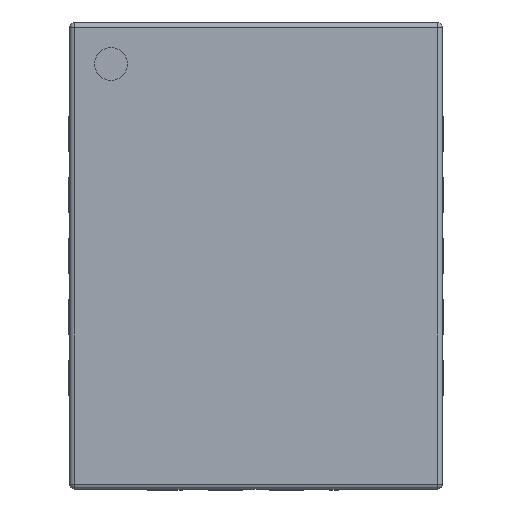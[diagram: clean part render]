
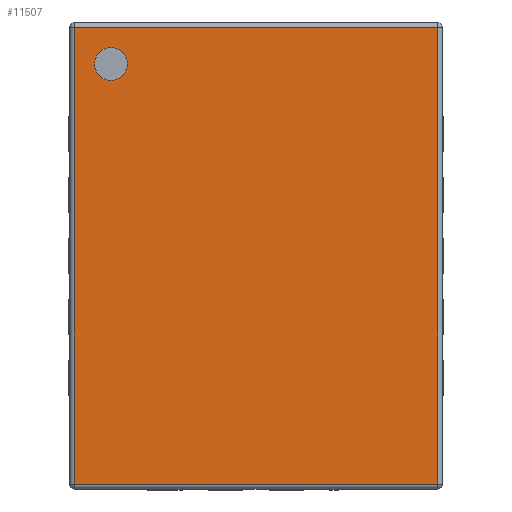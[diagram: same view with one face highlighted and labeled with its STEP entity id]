
A CAD part, top view. The second image highlights one B-rep face of the part: STEP entity #11507.
In plain terms, the highlighted planar face has unit normal (0, 0, 1).
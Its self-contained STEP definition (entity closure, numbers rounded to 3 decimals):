
#2872 = CYLINDRICAL_SURFACE('',#2873,0.05);
#2873 = AXIS2_PLACEMENT_3D('',#2874,#2875,#2876);
#2874 = CARTESIAN_POINT('',(-2.49,1.94,0.83));
#2875 = DIRECTION('',(1.,0.,0.));
#2876 = DIRECTION('',(0.,1.,0.));
#9713 = VERTEX_POINT('',#9714);
#9714 = CARTESIAN_POINT('',(-2.44,1.94,0.88));
#9736 = EDGE_CURVE('',#9713,#9737,#9739,.T.);
#9737 = VERTEX_POINT('',#9738);
#9738 = CARTESIAN_POINT('',(2.44,1.94,0.88));
#9739 = SURFACE_CURVE('',#9740,(#9744,#9751),.PCURVE_S1.);
#9740 = LINE('',#9741,#9742);
#9741 = CARTESIAN_POINT('',(-2.49,1.94,0.88));
#9742 = VECTOR('',#9743,1.);
#9743 = DIRECTION('',(1.,0.,0.));
#9744 = PCURVE('',#2872,#9745);
#9745 = DEFINITIONAL_REPRESENTATION('',(#9746),#9750);
#9746 = LINE('',#9747,#9748);
#9747 = CARTESIAN_POINT('',(1.571,0.));
#9748 = VECTOR('',#9749,1.);
#9749 = DIRECTION('',(0.,1.));
#9750 = ( GEOMETRIC_REPRESENTATION_CONTEXT(2) 
PARAMETRIC_REPRESENTATION_CONTEXT() REPRESENTATION_CONTEXT('2D SPACE',''
  ) );
#9751 = PCURVE('',#9752,#9757);
#9752 = PLANE('',#9753);
#9753 = AXIS2_PLACEMENT_3D('',#9754,#9755,#9756);
#9754 = CARTESIAN_POINT('',(-2.49,-1.99,0.88));
#9755 = DIRECTION('',(0.,0.,1.));
#9756 = DIRECTION('',(1.,0.,0.));
#9757 = DEFINITIONAL_REPRESENTATION('',(#9758),#9762);
#9758 = LINE('',#9759,#9760);
#9759 = CARTESIAN_POINT('',(0.,3.93));
#9760 = VECTOR('',#9761,1.);
#9761 = DIRECTION('',(1.,0.));
#9762 = ( GEOMETRIC_REPRESENTATION_CONTEXT(2) 
PARAMETRIC_REPRESENTATION_CONTEXT() REPRESENTATION_CONTEXT('2D SPACE',''
  ) );
#10105 = CYLINDRICAL_SURFACE('',#10106,0.05);
#10106 = AXIS2_PLACEMENT_3D('',#10107,#10108,#10109);
#10107 = CARTESIAN_POINT('',(-2.44,-1.94,0.83));
#10108 = DIRECTION('',(0.,1.,0.));
#10109 = DIRECTION('',(-1.,0.,0.));
#10246 = CYLINDRICAL_SURFACE('',#10247,0.05);
#10247 = AXIS2_PLACEMENT_3D('',#10248,#10249,#10250);
#10248 = CARTESIAN_POINT('',(-2.49,-1.94,0.83));
#10249 = DIRECTION('',(1.,0.,0.));
#10250 = DIRECTION('',(0.,-1.,0.));
#11120 = CYLINDRICAL_SURFACE('',#11121,0.05);
#11121 = AXIS2_PLACEMENT_3D('',#11122,#11123,#11124);
#11122 = CARTESIAN_POINT('',(2.44,-1.94,0.83));
#11123 = DIRECTION('',(0.,1.,0.));
#11124 = DIRECTION('',(0.,0.,1.));
#11507 = ADVANCED_FACE('',(#11508,#11578),#9752,.T.);
#11508 = FACE_BOUND('',#11509,.T.);
#11509 = EDGE_LOOP('',(#11510,#11535,#11556,#11557));
#11510 = ORIENTED_EDGE('',*,*,#11511,.T.);
#11511 = EDGE_CURVE('',#11512,#11514,#11516,.T.);
#11512 = VERTEX_POINT('',#11513);
#11513 = CARTESIAN_POINT('',(-2.44,-1.94,0.88));
#11514 = VERTEX_POINT('',#11515);
#11515 = CARTESIAN_POINT('',(2.44,-1.94,0.88));
#11516 = SURFACE_CURVE('',#11517,(#11521,#11528),.PCURVE_S1.);
#11517 = LINE('',#11518,#11519);
#11518 = CARTESIAN_POINT('',(-2.49,-1.94,0.88));
#11519 = VECTOR('',#11520,1.);
#11520 = DIRECTION('',(1.,0.,0.));
#11521 = PCURVE('',#9752,#11522);
#11522 = DEFINITIONAL_REPRESENTATION('',(#11523),#11527);
#11523 = LINE('',#11524,#11525);
#11524 = CARTESIAN_POINT('',(0.,0.05));
#11525 = VECTOR('',#11526,1.);
#11526 = DIRECTION('',(1.,0.));
#11527 = ( GEOMETRIC_REPRESENTATION_CONTEXT(2) 
PARAMETRIC_REPRESENTATION_CONTEXT() REPRESENTATION_CONTEXT('2D SPACE',''
  ) );
#11528 = PCURVE('',#10246,#11529);
#11529 = DEFINITIONAL_REPRESENTATION('',(#11530),#11534);
#11530 = LINE('',#11531,#11532);
#11531 = CARTESIAN_POINT('',(-1.571,0.));
#11532 = VECTOR('',#11533,1.);
#11533 = DIRECTION('',(-0.,1.));
#11534 = ( GEOMETRIC_REPRESENTATION_CONTEXT(2) 
PARAMETRIC_REPRESENTATION_CONTEXT() REPRESENTATION_CONTEXT('2D SPACE',''
  ) );
#11535 = ORIENTED_EDGE('',*,*,#11536,.T.);
#11536 = EDGE_CURVE('',#11514,#9737,#11537,.T.);
#11537 = SURFACE_CURVE('',#11538,(#11542,#11549),.PCURVE_S1.);
#11538 = LINE('',#11539,#11540);
#11539 = CARTESIAN_POINT('',(2.44,-1.94,0.88));
#11540 = VECTOR('',#11541,1.);
#11541 = DIRECTION('',(0.,1.,0.));
#11542 = PCURVE('',#9752,#11543);
#11543 = DEFINITIONAL_REPRESENTATION('',(#11544),#11548);
#11544 = LINE('',#11545,#11546);
#11545 = CARTESIAN_POINT('',(4.93,0.05));
#11546 = VECTOR('',#11547,1.);
#11547 = DIRECTION('',(0.,1.));
#11548 = ( GEOMETRIC_REPRESENTATION_CONTEXT(2) 
PARAMETRIC_REPRESENTATION_CONTEXT() REPRESENTATION_CONTEXT('2D SPACE',''
  ) );
#11549 = PCURVE('',#11120,#11550);
#11550 = DEFINITIONAL_REPRESENTATION('',(#11551),#11555);
#11551 = LINE('',#11552,#11553);
#11552 = CARTESIAN_POINT('',(0.,0.));
#11553 = VECTOR('',#11554,1.);
#11554 = DIRECTION('',(0.,1.));
#11555 = ( GEOMETRIC_REPRESENTATION_CONTEXT(2) 
PARAMETRIC_REPRESENTATION_CONTEXT() REPRESENTATION_CONTEXT('2D SPACE',''
  ) );
#11556 = ORIENTED_EDGE('',*,*,#9736,.F.);
#11557 = ORIENTED_EDGE('',*,*,#11558,.F.);
#11558 = EDGE_CURVE('',#11512,#9713,#11559,.T.);
#11559 = SURFACE_CURVE('',#11560,(#11564,#11571),.PCURVE_S1.);
#11560 = LINE('',#11561,#11562);
#11561 = CARTESIAN_POINT('',(-2.44,-1.94,0.88));
#11562 = VECTOR('',#11563,1.);
#11563 = DIRECTION('',(0.,1.,0.));
#11564 = PCURVE('',#9752,#11565);
#11565 = DEFINITIONAL_REPRESENTATION('',(#11566),#11570);
#11566 = LINE('',#11567,#11568);
#11567 = CARTESIAN_POINT('',(0.05,0.05));
#11568 = VECTOR('',#11569,1.);
#11569 = DIRECTION('',(0.,1.));
#11570 = ( GEOMETRIC_REPRESENTATION_CONTEXT(2) 
PARAMETRIC_REPRESENTATION_CONTEXT() REPRESENTATION_CONTEXT('2D SPACE',''
  ) );
#11571 = PCURVE('',#10105,#11572);
#11572 = DEFINITIONAL_REPRESENTATION('',(#11573),#11577);
#11573 = LINE('',#11574,#11575);
#11574 = CARTESIAN_POINT('',(1.571,0.));
#11575 = VECTOR('',#11576,1.);
#11576 = DIRECTION('',(0.,1.));
#11577 = ( GEOMETRIC_REPRESENTATION_CONTEXT(2) 
PARAMETRIC_REPRESENTATION_CONTEXT() REPRESENTATION_CONTEXT('2D SPACE',''
  ) );
#11578 = FACE_BOUND('',#11579,.T.);
#11579 = EDGE_LOOP('',(#11580));
#11580 = ORIENTED_EDGE('',*,*,#11581,.F.);
#11581 = EDGE_CURVE('',#11582,#11582,#11584,.T.);
#11582 = VERTEX_POINT('',#11583);
#11583 = CARTESIAN_POINT('',(-1.875,-1.55,0.88));
#11584 = SURFACE_CURVE('',#11585,(#11590,#11597),.PCURVE_S1.);
#11585 = CIRCLE('',#11586,0.175);
#11586 = AXIS2_PLACEMENT_3D('',#11587,#11588,#11589);
#11587 = CARTESIAN_POINT('',(-2.05,-1.55,0.88));
#11588 = DIRECTION('',(0.,0.,1.));
#11589 = DIRECTION('',(1.,0.,0.));
#11590 = PCURVE('',#9752,#11591);
#11591 = DEFINITIONAL_REPRESENTATION('',(#11592),#11596);
#11592 = CIRCLE('',#11593,0.175);
#11593 = AXIS2_PLACEMENT_2D('',#11594,#11595);
#11594 = CARTESIAN_POINT('',(0.44,0.44));
#11595 = DIRECTION('',(1.,0.));
#11596 = ( GEOMETRIC_REPRESENTATION_CONTEXT(2) 
PARAMETRIC_REPRESENTATION_CONTEXT() REPRESENTATION_CONTEXT('2D SPACE',''
  ) );
#11597 = PCURVE('',#11598,#11603);
#11598 = CYLINDRICAL_SURFACE('',#11599,0.175);
#11599 = AXIS2_PLACEMENT_3D('',#11600,#11601,#11602);
#11600 = CARTESIAN_POINT('',(-2.05,-1.55,0.88));
#11601 = DIRECTION('',(-0.,-0.,-1.));
#11602 = DIRECTION('',(1.,0.,0.));
#11603 = DEFINITIONAL_REPRESENTATION('',(#11604),#11608);
#11604 = LINE('',#11605,#11606);
#11605 = CARTESIAN_POINT('',(-0.,0.));
#11606 = VECTOR('',#11607,1.);
#11607 = DIRECTION('',(-1.,0.));
#11608 = ( GEOMETRIC_REPRESENTATION_CONTEXT(2) 
PARAMETRIC_REPRESENTATION_CONTEXT() REPRESENTATION_CONTEXT('2D SPACE',''
  ) );
